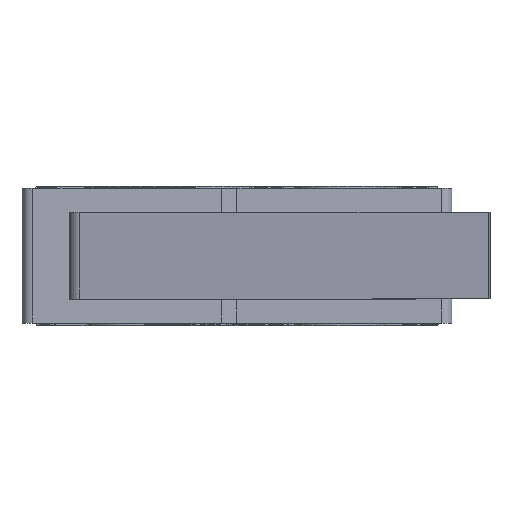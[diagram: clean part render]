
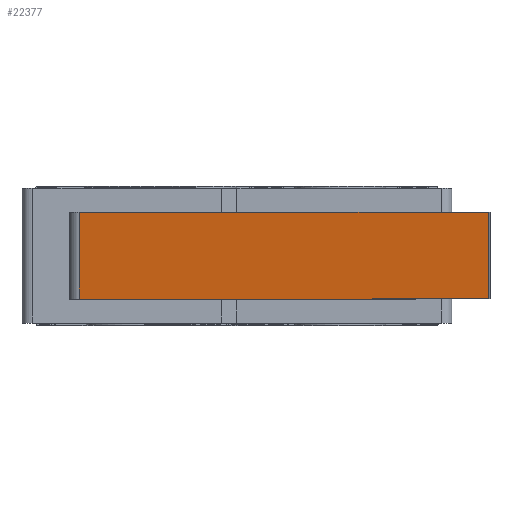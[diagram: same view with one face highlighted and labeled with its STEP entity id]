
A CAD part, top view. The second image highlights one B-rep face of the part: STEP entity #22377.
In plain terms, the highlighted planar face has unit normal (-0.197, 0, 0.981).
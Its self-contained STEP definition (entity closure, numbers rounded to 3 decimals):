
#1322=LINE('',#37794,#2374);
#1324=LINE('',#37798,#2376);
#1329=LINE('',#37810,#2381);
#1337=LINE('',#37828,#2389);
#2374=VECTOR('',#26244,1000.);
#2376=VECTOR('',#26248,1000.);
#2381=VECTOR('',#26257,1000.);
#2389=VECTOR('',#26279,1000.);
#7114=ORIENTED_EDGE('',*,*,#9472,.T.);
#7115=ORIENTED_EDGE('',*,*,#9466,.F.);
#7116=ORIENTED_EDGE('',*,*,#9464,.F.);
#7117=ORIENTED_EDGE('',*,*,#9481,.T.);
#9464=EDGE_CURVE('',#11060,#11061,#1322,.F.);
#9466=EDGE_CURVE('',#11061,#11062,#1324,.F.);
#9472=EDGE_CURVE('',#11067,#11062,#1329,.F.);
#9481=EDGE_CURVE('',#11060,#11067,#1337,.T.);
#11060=VERTEX_POINT('',#37793);
#11061=VERTEX_POINT('',#37795);
#11062=VERTEX_POINT('',#37799);
#11067=VERTEX_POINT('',#37811);
#13367=EDGE_LOOP('',(#7114,#7115,#7116,#7117));
#14449=FACE_BOUND('',#13367,.T.);
#15241=PLANE('',#23339);
#22377=ADVANCED_FACE('',(#14449),#15241,.F.);
#23339=AXIS2_PLACEMENT_3D('',#37829,#26280,#26281);
#26244=DIRECTION('',(-0.98,0.,-0.197));
#26248=DIRECTION('',(0.,1.,0.));
#26257=DIRECTION('',(-0.98,0.,-0.197));
#26279=DIRECTION('',(0.,-1.,0.));
#26280=DIRECTION('',(0.197,0.,-0.98));
#26281=DIRECTION('',(-0.98,0.,-0.197));
#37793=CARTESIAN_POINT('',(0.042,2.,1.116));
#37794=CARTESIAN_POINT('',(-0.079,2.,1.092));
#37795=CARTESIAN_POINT('',(18.871,2.,4.892));
#37798=CARTESIAN_POINT('',(18.871,2.,4.892));
#37799=CARTESIAN_POINT('',(18.871,-2.,4.892));
#37810=CARTESIAN_POINT('',(-0.079,-2.,1.092));
#37811=CARTESIAN_POINT('',(0.042,-2.,1.116));
#37828=CARTESIAN_POINT('',(0.042,2.,1.116));
#37829=CARTESIAN_POINT('',(-0.079,2.,1.092));
